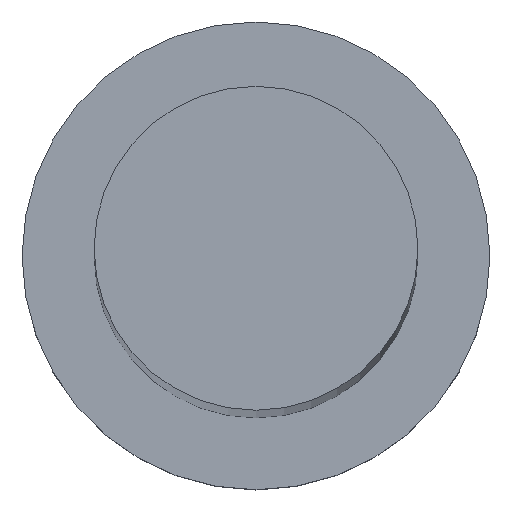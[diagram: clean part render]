
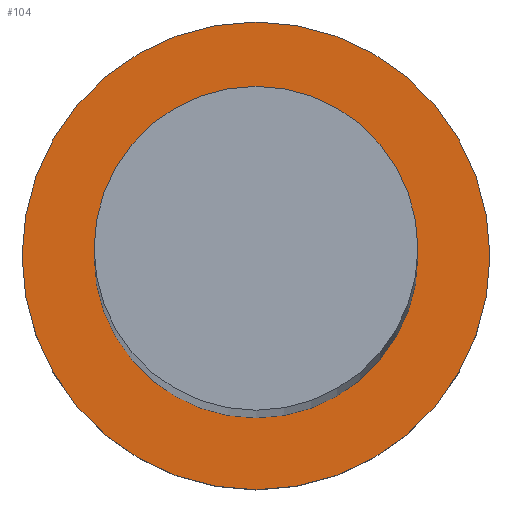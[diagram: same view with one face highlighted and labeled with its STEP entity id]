
A CAD part, top view. The second image highlights one B-rep face of the part: STEP entity #104.
In plain terms, the highlighted planar face has unit normal (0, 0, 1).
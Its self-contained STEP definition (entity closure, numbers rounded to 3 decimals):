
#1 = DIRECTION ( 'NONE',  ( 0., 0., 1. ) ) ;
#15 = ORIENTED_EDGE ( 'NONE', *, *, #199, .F. ) ;
#24 = DIRECTION ( 'NONE',  ( 1., 0., 0. ) ) ;
#25 = PLANE ( 'NONE',  #241 ) ;
#26 = DIRECTION ( 'NONE',  ( 1., 0., 0. ) ) ;
#28 = AXIS2_PLACEMENT_3D ( 'NONE', #201, #198, #197 ) ;
#29 = CARTESIAN_POINT ( 'NONE',  ( -13., 0., 7. ) ) ;
#34 = CIRCLE ( 'NONE', #28, 9. ) ;
#39 = EDGE_LOOP ( 'NONE', ( #179, #148 ) ) ;
#43 = CARTESIAN_POINT ( 'NONE',  ( 0., 0., 7. ) ) ;
#57 = DIRECTION ( 'NONE',  ( 1., 0., 0. ) ) ;
#59 = AXIS2_PLACEMENT_3D ( 'NONE', #80, #114, #57 ) ;
#62 = CARTESIAN_POINT ( 'NONE',  ( 0., 0., 7. ) ) ;
#64 = EDGE_CURVE ( 'NONE', #101, #189, #65, .T. ) ;
#65 = CIRCLE ( 'NONE', #150, 9. ) ;
#80 = CARTESIAN_POINT ( 'NONE',  ( 0., 0., 7. ) ) ;
#81 = VERTEX_POINT ( 'NONE', #234 ) ;
#82 = CARTESIAN_POINT ( 'NONE',  ( 0., 0., 7. ) ) ;
#101 = VERTEX_POINT ( 'NONE', #138 ) ;
#104 = ADVANCED_FACE ( 'NONE', ( #141, #217 ), #25, .T. ) ;
#114 = DIRECTION ( 'NONE',  ( 0., 0., 1. ) ) ;
#124 = EDGE_CURVE ( 'NONE', #209, #81, #165, .T. ) ;
#128 = ORIENTED_EDGE ( 'NONE', *, *, #64, .F. ) ;
#138 = CARTESIAN_POINT ( 'NONE',  ( 9., 0., 7. ) ) ;
#141 = FACE_BOUND ( 'NONE', #231, .T. ) ;
#148 = ORIENTED_EDGE ( 'NONE', *, *, #162, .T. ) ;
#150 = AXIS2_PLACEMENT_3D ( 'NONE', #82, #1, #235 ) ;
#162 = EDGE_CURVE ( 'NONE', #81, #209, #185, .T. ) ;
#165 = CIRCLE ( 'NONE', #59, 13. ) ;
#178 = CARTESIAN_POINT ( 'NONE',  ( -9., 0., 7. ) ) ;
#179 = ORIENTED_EDGE ( 'NONE', *, *, #124, .T. ) ;
#185 = CIRCLE ( 'NONE', #224, 13. ) ;
#189 = VERTEX_POINT ( 'NONE', #178 ) ;
#197 = DIRECTION ( 'NONE',  ( 1., 0., 0. ) ) ;
#198 = DIRECTION ( 'NONE',  ( 0., 0., 1. ) ) ;
#199 = EDGE_CURVE ( 'NONE', #189, #101, #34, .T. ) ;
#201 = CARTESIAN_POINT ( 'NONE',  ( 0., 0., 7. ) ) ;
#209 = VERTEX_POINT ( 'NONE', #29 ) ;
#211 = DIRECTION ( 'NONE',  ( 0., 0., 1. ) ) ;
#214 = DIRECTION ( 'NONE',  ( 0., 0., 1. ) ) ;
#217 = FACE_OUTER_BOUND ( 'NONE', #39, .T. ) ;
#224 = AXIS2_PLACEMENT_3D ( 'NONE', #62, #211, #24 ) ;
#231 = EDGE_LOOP ( 'NONE', ( #15, #128 ) ) ;
#234 = CARTESIAN_POINT ( 'NONE',  ( 13., 0., 7. ) ) ;
#235 = DIRECTION ( 'NONE',  ( 1., 0., 0. ) ) ;
#241 = AXIS2_PLACEMENT_3D ( 'NONE', #43, #214, #26 ) ;
